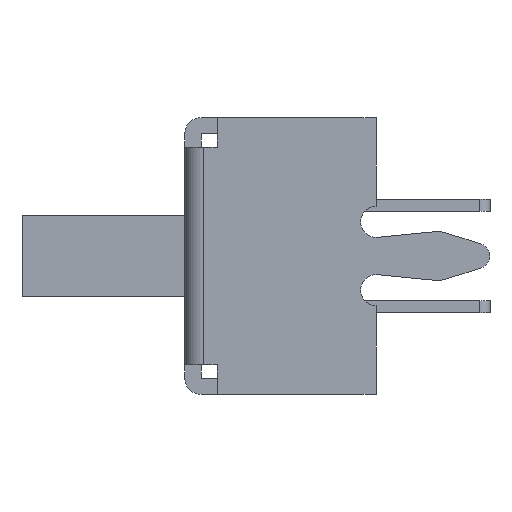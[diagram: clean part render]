
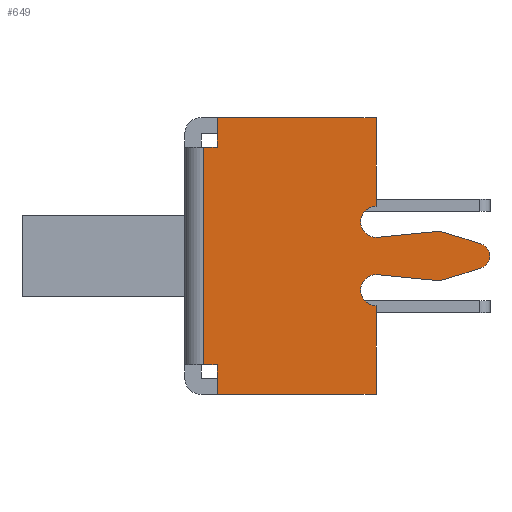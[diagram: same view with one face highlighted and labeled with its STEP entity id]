
A CAD part, left-side view. The second image highlights one B-rep face of the part: STEP entity #649.
In plain terms, the highlighted planar face has unit normal (-1, 0, 0).
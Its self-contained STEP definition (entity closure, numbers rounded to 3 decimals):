
#649 = ADVANCED_FACE('',(#650),#817,.T.);
#650 = FACE_BOUND('',#651,.T.);
#651 = EDGE_LOOP('',(#652,#662,#670,#679,#687,#696,#704,#713,#721,#729,
    #738,#746,#754,#762,#770,#778,#786,#794,#802,#810));
#652 = ORIENTED_EDGE('',*,*,#653,.T.);
#653 = EDGE_CURVE('',#654,#656,#658,.T.);
#654 = VERTEX_POINT('',#655);
#655 = CARTESIAN_POINT('',(-4.3,-4.3,
    -0.459));
#656 = VERTEX_POINT('',#657);
#657 = CARTESIAN_POINT('',(-4.3,-4.3,-0.457));
#658 = LINE('',#659,#660);
#659 = CARTESIAN_POINT('',(-4.3,-4.3,
    -0.459));
#660 = VECTOR('',#661,1.);
#661 = DIRECTION('',(0.,0.,1.));
#662 = ORIENTED_EDGE('',*,*,#663,.F.);
#663 = EDGE_CURVE('',#664,#656,#666,.T.);
#664 = VERTEX_POINT('',#665);
#665 = CARTESIAN_POINT('',(-4.3,-5.726,
    -0.596));
#666 = LINE('',#667,#668);
#667 = CARTESIAN_POINT('',(-4.3,-5.726,
    -0.596));
#668 = VECTOR('',#669,1.);
#669 = DIRECTION('',(0.,0.995,0.097));
#670 = ORIENTED_EDGE('',*,*,#671,.F.);
#671 = EDGE_CURVE('',#672,#664,#674,.T.);
#672 = VERTEX_POINT('',#673);
#673 = CARTESIAN_POINT('',(-4.3,-6.032,
    -0.564));
#674 = CIRCLE('',#675,0.762);
#675 = AXIS2_PLACEMENT_3D('',#676,#677,#678);
#676 = CARTESIAN_POINT('',(-4.3,-5.8,0.162));
#677 = DIRECTION('',(1.,0.,0.));
#678 = DIRECTION('',(0.,-0.304,-0.953));
#679 = ORIENTED_EDGE('',*,*,#680,.F.);
#680 = EDGE_CURVE('',#681,#672,#683,.T.);
#681 = VERTEX_POINT('',#682);
#682 = CARTESIAN_POINT('',(-4.3,-6.888,
    -0.29));
#683 = LINE('',#684,#685);
#684 = CARTESIAN_POINT('',(-4.3,-6.888,
    -0.29));
#685 = VECTOR('',#686,1.);
#686 = DIRECTION('',(0.,0.953,-0.304));
#687 = ORIENTED_EDGE('',*,*,#688,.F.);
#688 = EDGE_CURVE('',#689,#681,#691,.T.);
#689 = VERTEX_POINT('',#690);
#690 = CARTESIAN_POINT('',(-4.3,-6.888,
    0.29));
#691 = CIRCLE('',#692,0.305);
#692 = AXIS2_PLACEMENT_3D('',#693,#694,#695);
#693 = CARTESIAN_POINT('',(-4.3,-6.795,0.));
#694 = DIRECTION('',(1.,0.,0.));
#695 = DIRECTION('',(0.,-0.304,0.953));
#696 = ORIENTED_EDGE('',*,*,#697,.F.);
#697 = EDGE_CURVE('',#698,#689,#700,.T.);
#698 = VERTEX_POINT('',#699);
#699 = CARTESIAN_POINT('',(-4.3,-6.032,
    0.564));
#700 = LINE('',#701,#702);
#701 = CARTESIAN_POINT('',(-4.3,-6.032,
    0.564));
#702 = VECTOR('',#703,1.);
#703 = DIRECTION('',(0.,-0.953,-0.304));
#704 = ORIENTED_EDGE('',*,*,#705,.F.);
#705 = EDGE_CURVE('',#706,#698,#708,.T.);
#706 = VERTEX_POINT('',#707);
#707 = CARTESIAN_POINT('',(-4.3,-5.726,
    0.596));
#708 = CIRCLE('',#709,0.762);
#709 = AXIS2_PLACEMENT_3D('',#710,#711,#712);
#710 = CARTESIAN_POINT('',(-4.3,-5.8,-0.162));
#711 = DIRECTION('',(1.,0.,-0.));
#712 = DIRECTION('',(0.,0.097,0.995));
#713 = ORIENTED_EDGE('',*,*,#714,.F.);
#714 = EDGE_CURVE('',#715,#706,#717,.T.);
#715 = VERTEX_POINT('',#716);
#716 = CARTESIAN_POINT('',(-4.3,-4.3,0.457));
#717 = LINE('',#718,#719);
#718 = CARTESIAN_POINT('',(-4.3,-4.3,0.457));
#719 = VECTOR('',#720,1.);
#720 = DIRECTION('',(0.,-0.995,0.097));
#721 = ORIENTED_EDGE('',*,*,#722,.T.);
#722 = EDGE_CURVE('',#715,#723,#725,.T.);
#723 = VERTEX_POINT('',#724);
#724 = CARTESIAN_POINT('',(-4.3,-4.3,
    0.459));
#725 = LINE('',#726,#727);
#726 = CARTESIAN_POINT('',(-4.3,-4.3,0.457));
#727 = VECTOR('',#728,1.);
#728 = DIRECTION('',(0.,0.,1.));
#729 = ORIENTED_EDGE('',*,*,#730,.T.);
#730 = EDGE_CURVE('',#723,#731,#733,.T.);
#731 = VERTEX_POINT('',#732);
#732 = CARTESIAN_POINT('',(-4.3,-4.3,
    1.221));
#733 = CIRCLE('',#734,0.381);
#734 = AXIS2_PLACEMENT_3D('',#735,#736,#737);
#735 = CARTESIAN_POINT('',(-4.3,-4.3,
    0.84));
#736 = DIRECTION('',(1.,-0.,0.));
#737 = DIRECTION('',(0.,0.,-1.));
#738 = ORIENTED_EDGE('',*,*,#739,.T.);
#739 = EDGE_CURVE('',#731,#740,#742,.T.);
#740 = VERTEX_POINT('',#741);
#741 = CARTESIAN_POINT('',(-4.3,-4.3,
    3.4));
#742 = LINE('',#743,#744);
#743 = CARTESIAN_POINT('',(-4.3,-4.3,
    1.221));
#744 = VECTOR('',#745,1.);
#745 = DIRECTION('',(0.,0.,1.));
#746 = ORIENTED_EDGE('',*,*,#747,.F.);
#747 = EDGE_CURVE('',#748,#740,#750,.T.);
#748 = VERTEX_POINT('',#749);
#749 = CARTESIAN_POINT('',(-4.3,-0.4,3.4));
#750 = LINE('',#751,#752);
#751 = CARTESIAN_POINT('',(-4.3,-0.4,3.4));
#752 = VECTOR('',#753,1.);
#753 = DIRECTION('',(0.,-1.,0.));
#754 = ORIENTED_EDGE('',*,*,#755,.T.);
#755 = EDGE_CURVE('',#748,#756,#758,.T.);
#756 = VERTEX_POINT('',#757);
#757 = CARTESIAN_POINT('',(-4.3,-0.4,2.676));
#758 = LINE('',#759,#760);
#759 = CARTESIAN_POINT('',(-4.3,-0.4,3.4));
#760 = VECTOR('',#761,1.);
#761 = DIRECTION('',(0.,0.,-1.));
#762 = ORIENTED_EDGE('',*,*,#763,.F.);
#763 = EDGE_CURVE('',#764,#756,#766,.T.);
#764 = VERTEX_POINT('',#765);
#765 = CARTESIAN_POINT('',(-4.3,-0.057,2.676));
#766 = LINE('',#767,#768);
#767 = CARTESIAN_POINT('',(-4.3,-0.057,2.676));
#768 = VECTOR('',#769,1.);
#769 = DIRECTION('',(0.,-1.,0.));
#770 = ORIENTED_EDGE('',*,*,#771,.F.);
#771 = EDGE_CURVE('',#772,#764,#774,.T.);
#772 = VERTEX_POINT('',#773);
#773 = CARTESIAN_POINT('',(-4.3,-0.057,-2.676));
#774 = LINE('',#775,#776);
#775 = CARTESIAN_POINT('',(-4.3,-0.057,-2.676));
#776 = VECTOR('',#777,1.);
#777 = DIRECTION('',(0.,0.,1.));
#778 = ORIENTED_EDGE('',*,*,#779,.T.);
#779 = EDGE_CURVE('',#772,#780,#782,.T.);
#780 = VERTEX_POINT('',#781);
#781 = CARTESIAN_POINT('',(-4.3,-0.4,-2.676));
#782 = LINE('',#783,#784);
#783 = CARTESIAN_POINT('',(-4.3,-0.057,-2.676));
#784 = VECTOR('',#785,1.);
#785 = DIRECTION('',(0.,-1.,0.));
#786 = ORIENTED_EDGE('',*,*,#787,.F.);
#787 = EDGE_CURVE('',#788,#780,#790,.T.);
#788 = VERTEX_POINT('',#789);
#789 = CARTESIAN_POINT('',(-4.3,-0.4,-3.4));
#790 = LINE('',#791,#792);
#791 = CARTESIAN_POINT('',(-4.3,-0.4,-3.4));
#792 = VECTOR('',#793,1.);
#793 = DIRECTION('',(0.,0.,1.));
#794 = ORIENTED_EDGE('',*,*,#795,.T.);
#795 = EDGE_CURVE('',#788,#796,#798,.T.);
#796 = VERTEX_POINT('',#797);
#797 = CARTESIAN_POINT('',(-4.3,-4.3,
    -3.4));
#798 = LINE('',#799,#800);
#799 = CARTESIAN_POINT('',(-4.3,-0.4,-3.4));
#800 = VECTOR('',#801,1.);
#801 = DIRECTION('',(0.,-1.,0.));
#802 = ORIENTED_EDGE('',*,*,#803,.T.);
#803 = EDGE_CURVE('',#796,#804,#806,.T.);
#804 = VERTEX_POINT('',#805);
#805 = CARTESIAN_POINT('',(-4.3,-4.3,
    -1.221));
#806 = LINE('',#807,#808);
#807 = CARTESIAN_POINT('',(-4.3,-4.3,
    -3.4));
#808 = VECTOR('',#809,1.);
#809 = DIRECTION('',(0.,0.,1.));
#810 = ORIENTED_EDGE('',*,*,#811,.T.);
#811 = EDGE_CURVE('',#804,#654,#812,.T.);
#812 = CIRCLE('',#813,0.381);
#813 = AXIS2_PLACEMENT_3D('',#814,#815,#816);
#814 = CARTESIAN_POINT('',(-4.3,-4.3,
    -0.84));
#815 = DIRECTION('',(1.,-0.,0.));
#816 = DIRECTION('',(0.,0.,-1.));
#817 = PLANE('',#818);
#818 = AXIS2_PLACEMENT_3D('',#819,#820,#821);
#819 = CARTESIAN_POINT('',(-4.3,-0.057,-3.4));
#820 = DIRECTION('',(-1.,0.,0.));
#821 = DIRECTION('',(0.,0.,1.));
